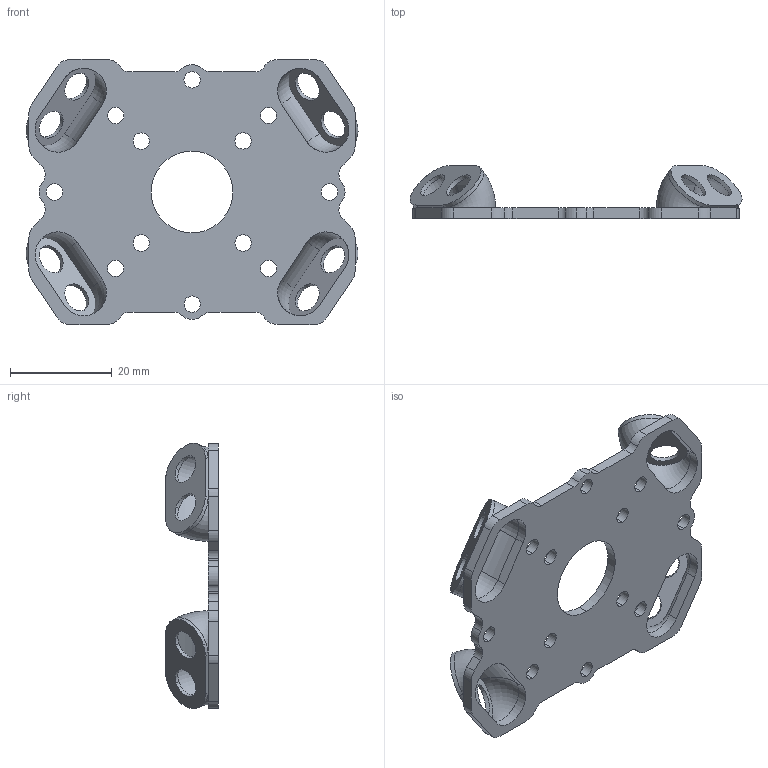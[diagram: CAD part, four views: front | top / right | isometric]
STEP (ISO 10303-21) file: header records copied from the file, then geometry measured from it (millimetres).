
FILE_DESCRIPTION (( 'STEP AP214' ), '1' );
FILE_NAME ('VibroNavio2bot_rev_A.STEP', '2016-03-08T11:49:06', ( '' ), ( '' ), 'SwSTEP 2.0', 'SolidWorks 2016', '' );
FILE_SCHEMA (( 'AUTOMOTIVE_DESIGN' ));
Length unit declared in the file: millimetre
Products named in the file (1): VibroNavio2bot_rev_A
Bounding box: 65.15 x 10.35 x 52.09 mm (x, y, z)
Volume: 5566.1 mm3; surface area: 8148 mm2
Topology: 1 solids, 1 shells, 196 faces, 529 edges, 343 vertices
Faces by surface type: cylinder 123, plane 57, torus 16
Entity records: 6379 total; most frequent: DIRECTION 1203, CARTESIAN_POINT 1069, ORIENTED_EDGE 1058, EDGE_CURVE 529, AXIS2_PLACEMENT_3D 477, VERTEX_POINT 343, CIRCLE 280, LINE 249
